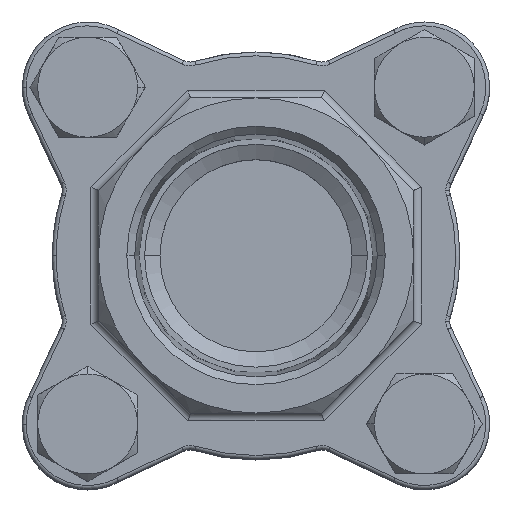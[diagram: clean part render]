
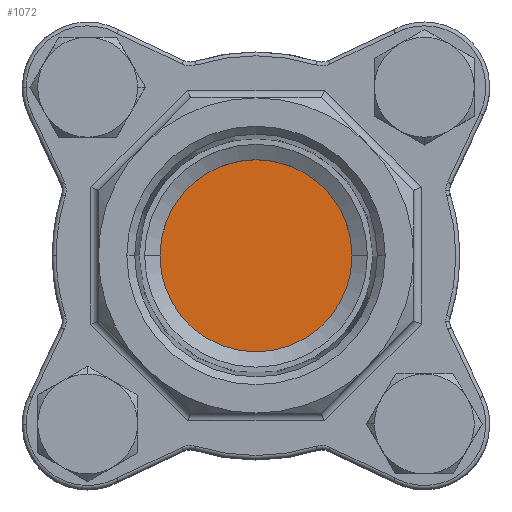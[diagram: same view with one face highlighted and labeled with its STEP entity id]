
A CAD part, top view. The second image highlights one B-rep face of the part: STEP entity #1072.
In plain terms, the highlighted planar face has unit normal (0, 0, 1).
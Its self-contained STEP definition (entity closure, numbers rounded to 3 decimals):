
#306 = CARTESIAN_POINT ( 'NONE',  ( 0., 0., 10.75 ) ) ;
#308 = PLANE ( 'NONE',  #6040 ) ;
#311 = DIRECTION ( 'NONE',  ( 0., 0., 1. ) ) ;
#312 = DIRECTION ( 'NONE',  ( 1., 0., 0. ) ) ;
#1072 = ADVANCED_FACE ( 'NONE', ( #4800 ), #308, .T. ) ;
#1227 = AXIS2_PLACEMENT_3D ( 'NONE', #2208, #2209, #2210 ) ;
#1687 = CIRCLE ( 'NONE', #1227, 12.5 ) ;
#2208 = CARTESIAN_POINT ( 'NONE',  ( 0., 0., 10.75 ) ) ;
#2209 = DIRECTION ( 'NONE',  ( 0., 0., 1. ) ) ;
#2210 = DIRECTION ( 'NONE',  ( 1., 0., 0. ) ) ;
#3903 = CARTESIAN_POINT ( 'NONE',  ( 12.5, 0., 10.75 ) ) ;
#3913 = CARTESIAN_POINT ( 'NONE',  ( -12.5, 0., 10.75 ) ) ;
#4800 = FACE_OUTER_BOUND ( 'NONE', #6052, .T. ) ;
#5035 = CIRCLE ( 'NONE', #6181, 12.5 ) ;
#5417 = EDGE_CURVE ( 'NONE', #7197, #7207, #5035, .T. ) ;
#6040 = AXIS2_PLACEMENT_3D ( 'NONE', #306, #311, #312 ) ;
#6052 = EDGE_LOOP ( 'NONE', ( #7105, #7106 ) ) ;
#6181 = AXIS2_PLACEMENT_3D ( 'NONE', #6669, #6670, #6671 ) ;
#6669 = CARTESIAN_POINT ( 'NONE',  ( 0., 0., 10.75 ) ) ;
#6670 = DIRECTION ( 'NONE',  ( 0., 0., 1. ) ) ;
#6671 = DIRECTION ( 'NONE',  ( 1., 0., 0. ) ) ;
#7105 = ORIENTED_EDGE ( 'NONE', *, *, #5417, .T. ) ;
#7106 = ORIENTED_EDGE ( 'NONE', *, *, #7522, .T. ) ;
#7197 = VERTEX_POINT ( 'NONE', #3903 ) ;
#7207 = VERTEX_POINT ( 'NONE', #3913 ) ;
#7522 = EDGE_CURVE ( 'NONE', #7207, #7197, #1687, .T. ) ;
